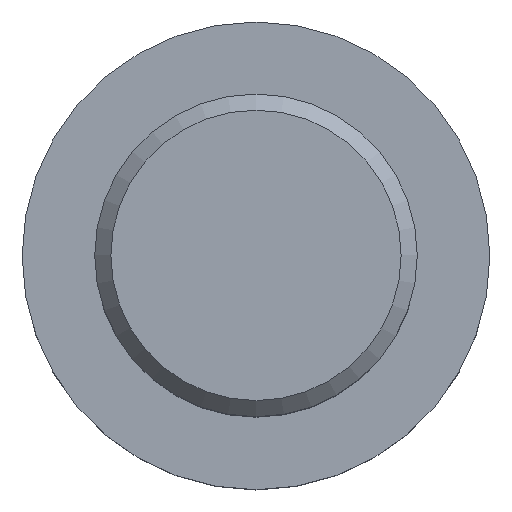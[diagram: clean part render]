
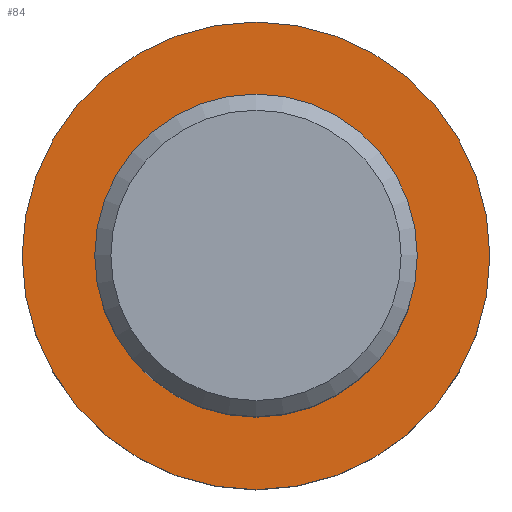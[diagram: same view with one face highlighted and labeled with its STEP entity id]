
A CAD part, top view. The second image highlights one B-rep face of the part: STEP entity #84.
In plain terms, the highlighted planar face has unit normal (0, 0, 1).
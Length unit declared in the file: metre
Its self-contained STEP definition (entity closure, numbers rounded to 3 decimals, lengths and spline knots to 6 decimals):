
#13=PLANE('',#107);
#19=ORIENTED_EDGE('',*,*,#33,.F.);
#20=ORIENTED_EDGE('',*,*,#31,.T.);
#31=EDGE_CURVE('',#38,#38,#45,.T.);
#33=EDGE_CURVE('',#40,#40,#47,.T.);
#38=VERTEX_POINT('',#154);
#40=VERTEX_POINT('',#159);
#45=CIRCLE('',#105,0.0029);
#47=CIRCLE('',#108,0.002);
#54=EDGE_LOOP('',(#19));
#55=EDGE_LOOP('',(#20));
#68=FACE_BOUND('',#54,.T.);
#69=FACE_BOUND('',#55,.T.);
#84=ADVANCED_FACE('',(#68,#69),#13,.T.);
#105=AXIS2_PLACEMENT_3D('',#153,#123,#124);
#107=AXIS2_PLACEMENT_3D('',#157,#127,#128);
#108=AXIS2_PLACEMENT_3D('',#158,#129,#130);
#123=DIRECTION('',(0.,0.,1.));
#124=DIRECTION('',(1.,0.,0.));
#127=DIRECTION('',(0.,0.,1.));
#128=DIRECTION('',(1.,0.,0.));
#129=DIRECTION('',(0.,0.,1.));
#130=DIRECTION('',(1.,0.,0.));
#153=CARTESIAN_POINT('',(0.211913,0.104533,0.001));
#154=CARTESIAN_POINT('',(0.214813,0.104533,0.001));
#157=CARTESIAN_POINT('',(0.211913,0.104533,0.001));
#158=CARTESIAN_POINT('',(0.211913,0.104533,0.001));
#159=CARTESIAN_POINT('',(0.213913,0.104533,0.001));
